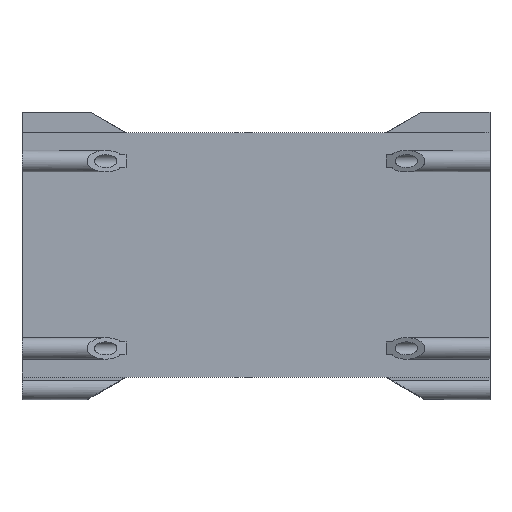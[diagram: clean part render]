
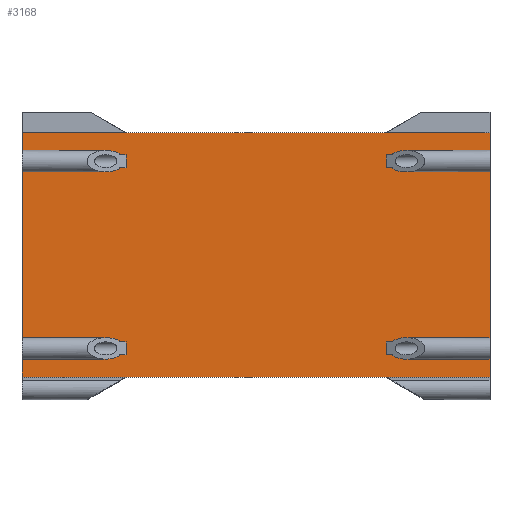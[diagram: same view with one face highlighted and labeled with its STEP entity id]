
A CAD part, top view. The second image highlights one B-rep face of the part: STEP entity #3168.
In plain terms, the highlighted planar face has unit normal (0, 0, 1).
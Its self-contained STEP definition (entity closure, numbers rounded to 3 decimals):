
#262=FACE_OUTER_BOUND('',#434,.T.);
#434=EDGE_LOOP('',(#2646,#2647,#2648,#2649,#2650,#2651,#2652,#2653,#2654,
#2655,#2656,#2657,#2658,#2659,#2660,#2661,#2662,#2663,#2664,#2665));
#555=LINE('',#4575,#916);
#660=LINE('',#4815,#1021);
#663=LINE('',#4828,#1024);
#667=LINE('',#4844,#1028);
#670=LINE('',#4857,#1031);
#697=LINE('',#4935,#1058);
#699=LINE('',#4942,#1060);
#703=LINE('',#4949,#1064);
#705=LINE('',#4956,#1066);
#784=LINE('',#5177,#1145);
#785=LINE('',#5179,#1146);
#786=LINE('',#5180,#1147);
#787=LINE('',#5182,#1148);
#788=LINE('',#5184,#1149);
#789=LINE('',#5185,#1150);
#790=LINE('',#5187,#1151);
#791=LINE('',#5188,#1152);
#792=LINE('',#5189,#1153);
#793=LINE('',#5190,#1154);
#794=LINE('',#5191,#1155);
#916=VECTOR('',#3657,10.);
#1021=VECTOR('',#3908,10.);
#1024=VECTOR('',#3919,10.);
#1028=VECTOR('',#3933,10.);
#1031=VECTOR('',#3944,10.);
#1058=VECTOR('',#4009,10.);
#1060=VECTOR('',#4017,10.);
#1064=VECTOR('',#4023,10.);
#1066=VECTOR('',#4031,10.);
#1145=VECTOR('',#4230,10.);
#1146=VECTOR('',#4231,10.);
#1147=VECTOR('',#4232,10.);
#1148=VECTOR('',#4233,10.);
#1149=VECTOR('',#4234,10.);
#1150=VECTOR('',#4235,10.);
#1151=VECTOR('',#4236,10.);
#1152=VECTOR('',#4237,10.);
#1153=VECTOR('',#4238,10.);
#1154=VECTOR('',#4239,10.);
#1155=VECTOR('',#4240,10.);
#1348=VERTEX_POINT('',#4572);
#1349=VERTEX_POINT('',#4574);
#1409=VERTEX_POINT('',#4811);
#1411=VERTEX_POINT('',#4814);
#1415=VERTEX_POINT('',#4824);
#1417=VERTEX_POINT('',#4827);
#1422=VERTEX_POINT('',#4838);
#1424=VERTEX_POINT('',#4842);
#1428=VERTEX_POINT('',#4851);
#1430=VERTEX_POINT('',#4855);
#1462=VERTEX_POINT('',#4933);
#1464=VERTEX_POINT('',#4941);
#1466=VERTEX_POINT('',#4947);
#1468=VERTEX_POINT('',#4955);
#1522=VERTEX_POINT('',#5175);
#1523=VERTEX_POINT('',#5176);
#1524=VERTEX_POINT('',#5178);
#1525=VERTEX_POINT('',#5181);
#1526=VERTEX_POINT('',#5183);
#1527=VERTEX_POINT('',#5186);
#1662=EDGE_CURVE('',#1348,#1349,#555,.T.);
#1783=EDGE_CURVE('',#1411,#1409,#660,.T.);
#1789=EDGE_CURVE('',#1417,#1415,#663,.T.);
#1797=EDGE_CURVE('',#1424,#1422,#667,.T.);
#1803=EDGE_CURVE('',#1430,#1428,#670,.T.);
#1840=EDGE_CURVE('',#1462,#1415,#697,.T.);
#1843=EDGE_CURVE('',#1464,#1417,#699,.T.);
#1847=EDGE_CURVE('',#1466,#1409,#703,.T.);
#1850=EDGE_CURVE('',#1468,#1411,#705,.T.);
#1948=EDGE_CURVE('',#1522,#1523,#784,.T.);
#1949=EDGE_CURVE('',#1524,#1523,#785,.T.);
#1950=EDGE_CURVE('',#1428,#1524,#786,.T.);
#1951=EDGE_CURVE('',#1430,#1525,#787,.T.);
#1952=EDGE_CURVE('',#1526,#1525,#788,.T.);
#1953=EDGE_CURVE('',#1422,#1526,#789,.T.);
#1954=EDGE_CURVE('',#1424,#1527,#790,.T.);
#1955=EDGE_CURVE('',#1349,#1527,#791,.T.);
#1956=EDGE_CURVE('',#1468,#1348,#792,.T.);
#1957=EDGE_CURVE('',#1464,#1466,#793,.T.);
#1958=EDGE_CURVE('',#1522,#1462,#794,.T.);
#2646=ORIENTED_EDGE('',*,*,#1948,.T.);
#2647=ORIENTED_EDGE('',*,*,#1949,.F.);
#2648=ORIENTED_EDGE('',*,*,#1950,.F.);
#2649=ORIENTED_EDGE('',*,*,#1803,.F.);
#2650=ORIENTED_EDGE('',*,*,#1951,.T.);
#2651=ORIENTED_EDGE('',*,*,#1952,.F.);
#2652=ORIENTED_EDGE('',*,*,#1953,.F.);
#2653=ORIENTED_EDGE('',*,*,#1797,.F.);
#2654=ORIENTED_EDGE('',*,*,#1954,.T.);
#2655=ORIENTED_EDGE('',*,*,#1955,.F.);
#2656=ORIENTED_EDGE('',*,*,#1662,.F.);
#2657=ORIENTED_EDGE('',*,*,#1956,.F.);
#2658=ORIENTED_EDGE('',*,*,#1850,.T.);
#2659=ORIENTED_EDGE('',*,*,#1783,.T.);
#2660=ORIENTED_EDGE('',*,*,#1847,.F.);
#2661=ORIENTED_EDGE('',*,*,#1957,.F.);
#2662=ORIENTED_EDGE('',*,*,#1843,.T.);
#2663=ORIENTED_EDGE('',*,*,#1789,.T.);
#2664=ORIENTED_EDGE('',*,*,#1840,.F.);
#2665=ORIENTED_EDGE('',*,*,#1958,.F.);
#3014=PLANE('',#3429);
#3168=ADVANCED_FACE('',(#262),#3014,.T.);
#3429=AXIS2_PLACEMENT_3D('',#5174,#4228,#4229);
#3657=DIRECTION('',(1.,0.,0.));
#3908=DIRECTION('',(0.,-1.,0.));
#3919=DIRECTION('',(0.,-1.,0.));
#3933=DIRECTION('',(0.,-1.,0.));
#3944=DIRECTION('',(0.,-1.,0.));
#4009=DIRECTION('',(1.,0.,0.));
#4017=DIRECTION('',(1.,0.,0.));
#4023=DIRECTION('',(1.,0.,0.));
#4031=DIRECTION('',(1.,0.,0.));
#4228=DIRECTION('center_axis',(0.,0.,1.));
#4229=DIRECTION('ref_axis',(0.,-1.,0.));
#4230=DIRECTION('',(1.,0.,0.));
#4231=DIRECTION('',(0.,-1.,0.));
#4232=DIRECTION('',(1.,0.,0.));
#4233=DIRECTION('',(1.,0.,0.));
#4234=DIRECTION('',(0.,-1.,0.));
#4235=DIRECTION('',(1.,0.,0.));
#4236=DIRECTION('',(1.,0.,0.));
#4237=DIRECTION('',(0.,-1.,0.));
#4238=DIRECTION('',(0.,1.,0.));
#4239=DIRECTION('',(0.,1.,0.));
#4240=DIRECTION('',(0.,1.,0.));
#4572=CARTESIAN_POINT('',(0.,208.5,37.5));
#4574=CARTESIAN_POINT('',(90.,208.5,37.5));
#4575=CARTESIAN_POINT('',(0.,208.5,37.5));
#4811=CARTESIAN_POINT('',(20.,201.75,37.5));
#4814=CARTESIAN_POINT('',(20.,204.25,37.5));
#4815=CARTESIAN_POINT('',(20.,325.,37.5));
#4824=CARTESIAN_POINT('',(20.,165.75,37.5));
#4827=CARTESIAN_POINT('',(20.,168.25,37.5));
#4828=CARTESIAN_POINT('',(20.,325.,37.5));
#4838=CARTESIAN_POINT('',(70.,201.75,37.5));
#4842=CARTESIAN_POINT('',(70.,204.25,37.5));
#4844=CARTESIAN_POINT('',(70.,325.,37.5));
#4851=CARTESIAN_POINT('',(70.,165.75,37.5));
#4855=CARTESIAN_POINT('',(70.,168.25,37.5));
#4857=CARTESIAN_POINT('',(70.,325.,37.5));
#4933=CARTESIAN_POINT('',(0.,165.75,37.5));
#4935=CARTESIAN_POINT('',(0.,165.75,37.5));
#4941=CARTESIAN_POINT('',(0.,168.25,37.5));
#4942=CARTESIAN_POINT('',(0.,168.25,37.5));
#4947=CARTESIAN_POINT('',(0.,201.75,37.5));
#4949=CARTESIAN_POINT('',(0.,201.75,37.5));
#4955=CARTESIAN_POINT('',(0.,204.25,37.5));
#4956=CARTESIAN_POINT('',(0.,204.25,37.5));
#5174=CARTESIAN_POINT('Origin',(0.,165.75,37.5));
#5175=CARTESIAN_POINT('',(0.,161.5,37.5));
#5176=CARTESIAN_POINT('',(90.,161.5,37.5));
#5177=CARTESIAN_POINT('',(0.,161.5,37.5));
#5178=CARTESIAN_POINT('',(90.,165.75,37.5));
#5179=CARTESIAN_POINT('',(90.,161.5,37.5));
#5180=CARTESIAN_POINT('',(0.,165.75,37.5));
#5181=CARTESIAN_POINT('',(90.,168.25,37.5));
#5182=CARTESIAN_POINT('',(0.,168.25,37.5));
#5183=CARTESIAN_POINT('',(90.,201.75,37.5));
#5184=CARTESIAN_POINT('',(90.,168.25,37.5));
#5185=CARTESIAN_POINT('',(0.,201.75,37.5));
#5186=CARTESIAN_POINT('',(90.,204.25,37.5));
#5187=CARTESIAN_POINT('',(0.,204.25,37.5));
#5188=CARTESIAN_POINT('',(90.,204.25,37.5));
#5189=CARTESIAN_POINT('',(0.,204.25,37.5));
#5190=CARTESIAN_POINT('',(0.,168.25,37.5));
#5191=CARTESIAN_POINT('',(0.,161.5,37.5));
